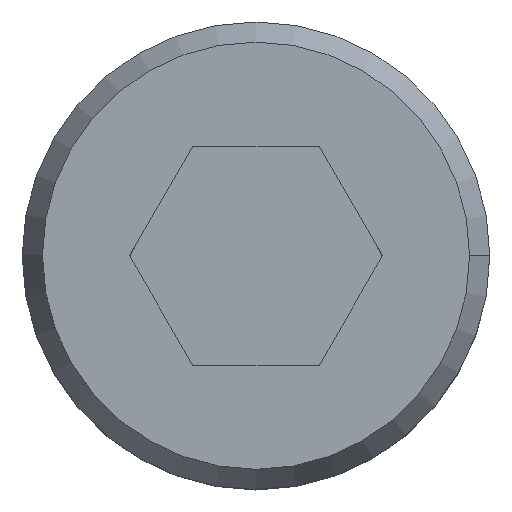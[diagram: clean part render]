
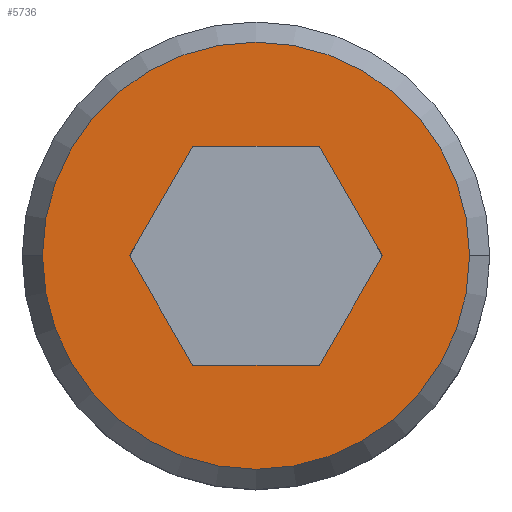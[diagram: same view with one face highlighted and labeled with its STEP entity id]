
A CAD part, top view. The second image highlights one B-rep face of the part: STEP entity #5736.
In plain terms, the highlighted planar face has unit normal (0, 0, 1).
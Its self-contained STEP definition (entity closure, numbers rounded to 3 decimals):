
#342 = CARTESIAN_POINT ( 'NONE',  ( 0., 0., 3.8 ) ) ;
#497 = CARTESIAN_POINT ( 'NONE',  ( 1.732, 0., 3.8 ) ) ;
#669 = EDGE_CURVE ( 'NONE', #1671, #2108, #8349, .T. ) ;
#700 = ORIENTED_EDGE ( 'NONE', *, *, #2729, .F. ) ;
#839 = LINE ( 'NONE', #6237, #6114 ) ;
#863 = ORIENTED_EDGE ( 'NONE', *, *, #3412, .F. ) ;
#868 = FACE_OUTER_BOUND ( 'NONE', #6298, .T. ) ;
#947 = VERTEX_POINT ( 'NONE', #4739 ) ;
#1086 = VERTEX_POINT ( 'NONE', #8052 ) ;
#1101 = DIRECTION ( 'NONE',  ( 1., 0., 0. ) ) ;
#1293 = LINE ( 'NONE', #2701, #7523 ) ;
#1372 = AXIS2_PLACEMENT_3D ( 'NONE', #342, #5587, #1101 ) ;
#1563 = VECTOR ( 'NONE', #9112, 1000. ) ;
#1671 = VERTEX_POINT ( 'NONE', #7873 ) ;
#1934 = DIRECTION ( 'NONE',  ( 0.5, -0.866, 0. ) ) ;
#2108 = VERTEX_POINT ( 'NONE', #497 ) ;
#2613 = CARTESIAN_POINT ( 'NONE',  ( 2.923, 0., 3.8 ) ) ;
#2701 = CARTESIAN_POINT ( 'NONE',  ( -1.732, 0., 3.8 ) ) ;
#2729 = EDGE_CURVE ( 'NONE', #5559, #4506, #839, .T. ) ;
#2758 = DIRECTION ( 'NONE',  ( 0.5, 0.866, 0. ) ) ;
#2770 = AXIS2_PLACEMENT_3D ( 'NONE', #7827, #3358, #8592 ) ;
#2794 = CARTESIAN_POINT ( 'NONE',  ( 0.866, -1.5, 3.8 ) ) ;
#2942 = ORIENTED_EDGE ( 'NONE', *, *, #3548, .F. ) ;
#3099 = CARTESIAN_POINT ( 'NONE',  ( 1.732, 0., 3.8 ) ) ;
#3358 = DIRECTION ( 'NONE',  ( 0., 0., 1. ) ) ;
#3412 = EDGE_CURVE ( 'NONE', #4506, #6077, #6938, .T. ) ;
#3439 = ORIENTED_EDGE ( 'NONE', *, *, #5005, .F. ) ;
#3548 = EDGE_CURVE ( 'NONE', #2108, #5559, #4022, .T. ) ;
#3787 = DIRECTION ( 'NONE',  ( -0.5, 0.866, 0. ) ) ;
#4022 = LINE ( 'NONE', #3099, #4260 ) ;
#4050 = ORIENTED_EDGE ( 'NONE', *, *, #4862, .T. ) ;
#4260 = VECTOR ( 'NONE', #3787, 1000. ) ;
#4300 = DIRECTION ( 'NONE',  ( 0., 0., 1. ) ) ;
#4506 = VERTEX_POINT ( 'NONE', #7768 ) ;
#4647 = CARTESIAN_POINT ( 'NONE',  ( -0.866, -1.5, 3.8 ) ) ;
#4739 = CARTESIAN_POINT ( 'NONE',  ( -0.866, -1.5, 3.8 ) ) ;
#4862 = EDGE_CURVE ( 'NONE', #1086, #6991, #5759, .T. ) ;
#5005 = EDGE_CURVE ( 'NONE', #6077, #947, #1293, .T. ) ;
#5025 = CARTESIAN_POINT ( 'NONE',  ( 0., 0., 3.8 ) ) ;
#5548 = EDGE_CURVE ( 'NONE', #6991, #1086, #5550, .T. ) ;
#5550 = CIRCLE ( 'NONE', #1372, 2.923 ) ;
#5559 = VERTEX_POINT ( 'NONE', #9310 ) ;
#5587 = DIRECTION ( 'NONE',  ( 0., 0., 1. ) ) ;
#5736 = ADVANCED_FACE ( 'NONE', ( #868, #6623 ), #8781, .T. ) ;
#5759 = CIRCLE ( 'NONE', #2770, 2.923 ) ;
#6005 = CARTESIAN_POINT ( 'NONE',  ( -0.866, 1.5, 3.8 ) ) ;
#6069 = DIRECTION ( 'NONE',  ( -0.5, -0.866, 0. ) ) ;
#6077 = VERTEX_POINT ( 'NONE', #6351 ) ;
#6114 = VECTOR ( 'NONE', #6269, 1000. ) ;
#6190 = ORIENTED_EDGE ( 'NONE', *, *, #669, .F. ) ;
#6237 = CARTESIAN_POINT ( 'NONE',  ( 0.866, 1.5, 3.8 ) ) ;
#6269 = DIRECTION ( 'NONE',  ( -1., 0., 0. ) ) ;
#6298 = EDGE_LOOP ( 'NONE', ( #4050, #7858 ) ) ;
#6351 = CARTESIAN_POINT ( 'NONE',  ( -1.732, 0., 3.8 ) ) ;
#6623 = FACE_BOUND ( 'NONE', #7875, .T. ) ;
#6699 = EDGE_CURVE ( 'NONE', #947, #1671, #7306, .T. ) ;
#6729 = VECTOR ( 'NONE', #6069, 1000. ) ;
#6938 = LINE ( 'NONE', #6005, #6729 ) ;
#6991 = VERTEX_POINT ( 'NONE', #2613 ) ;
#7306 = LINE ( 'NONE', #4647, #1563 ) ;
#7523 = VECTOR ( 'NONE', #1934, 1000. ) ;
#7768 = CARTESIAN_POINT ( 'NONE',  ( -0.866, 1.5, 3.8 ) ) ;
#7827 = CARTESIAN_POINT ( 'NONE',  ( 0., 0., 3.8 ) ) ;
#7858 = ORIENTED_EDGE ( 'NONE', *, *, #5548, .T. ) ;
#7861 = VECTOR ( 'NONE', #2758, 1000. ) ;
#7873 = CARTESIAN_POINT ( 'NONE',  ( 0.866, -1.5, 3.8 ) ) ;
#7875 = EDGE_LOOP ( 'NONE', ( #6190, #8359, #3439, #863, #700, #2942 ) ) ;
#7980 = AXIS2_PLACEMENT_3D ( 'NONE', #5025, #4300, #9529 ) ;
#8052 = CARTESIAN_POINT ( 'NONE',  ( -2.923, 0., 3.8 ) ) ;
#8349 = LINE ( 'NONE', #2794, #7861 ) ;
#8359 = ORIENTED_EDGE ( 'NONE', *, *, #6699, .F. ) ;
#8592 = DIRECTION ( 'NONE',  ( 1., 0., 0. ) ) ;
#8781 = PLANE ( 'NONE',  #7980 ) ;
#9112 = DIRECTION ( 'NONE',  ( 1., 0., 0. ) ) ;
#9310 = CARTESIAN_POINT ( 'NONE',  ( 0.866, 1.5, 3.8 ) ) ;
#9529 = DIRECTION ( 'NONE',  ( 1., 0., 0. ) ) ;
